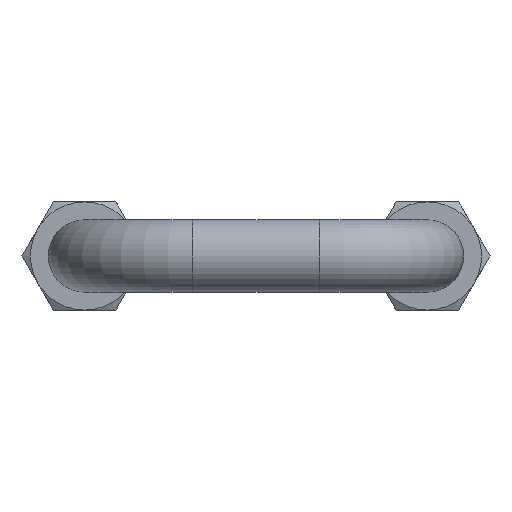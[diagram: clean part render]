
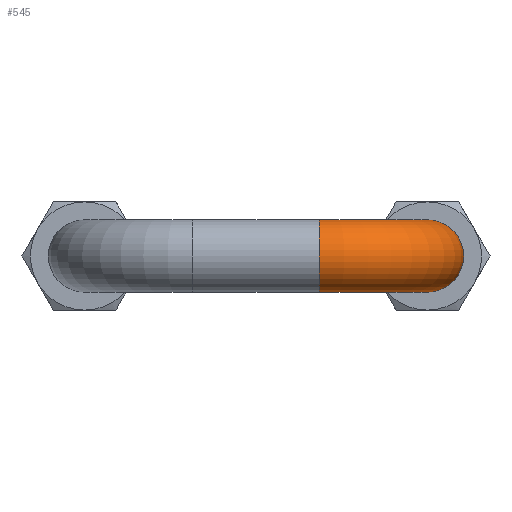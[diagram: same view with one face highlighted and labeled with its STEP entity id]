
A CAD part, left-side view. The second image highlights one B-rep face of the part: STEP entity #545.
In plain terms, the highlighted toroidal (fillet/blend) face has major radius 19.05 mm and minor radius 6.35 mm.
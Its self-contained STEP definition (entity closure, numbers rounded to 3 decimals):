
#61=TOROIDAL_SURFACE('',#675,19.05,6.35);
#102=FACE_OUTER_BOUND('',#140,.T.);
#140=EDGE_LOOP('',(#398,#399,#400,#401,#402,#403));
#214=CIRCLE('',#672,6.35);
#215=CIRCLE('',#673,6.35);
#216=CIRCLE('',#676,12.7);
#217=CIRCLE('',#677,6.35);
#218=CIRCLE('',#678,6.35);
#253=VERTEX_POINT('',#951);
#254=VERTEX_POINT('',#953);
#255=VERTEX_POINT('',#958);
#256=VERTEX_POINT('',#960);
#306=EDGE_CURVE('',#254,#253,#214,.T.);
#307=EDGE_CURVE('',#253,#254,#215,.T.);
#308=EDGE_CURVE('',#254,#255,#216,.T.);
#309=EDGE_CURVE('',#256,#255,#217,.T.);
#310=EDGE_CURVE('',#255,#256,#218,.T.);
#398=ORIENTED_EDGE('',*,*,#306,.T.);
#399=ORIENTED_EDGE('',*,*,#307,.T.);
#400=ORIENTED_EDGE('',*,*,#308,.T.);
#401=ORIENTED_EDGE('',*,*,#309,.F.);
#402=ORIENTED_EDGE('',*,*,#310,.F.);
#403=ORIENTED_EDGE('',*,*,#308,.F.);
#545=ADVANCED_FACE('',(#102),#61,.T.);
#672=AXIS2_PLACEMENT_3D('',#954,#778,#779);
#673=AXIS2_PLACEMENT_3D('',#955,#780,#781);
#675=AXIS2_PLACEMENT_3D('',#957,#784,#785);
#676=AXIS2_PLACEMENT_3D('',#959,#786,#787);
#677=AXIS2_PLACEMENT_3D('',#961,#788,#789);
#678=AXIS2_PLACEMENT_3D('',#962,#790,#791);
#778=DIRECTION('center_axis',(-1.,0.,0.));
#779=DIRECTION('ref_axis',(0.,1.,0.));
#780=DIRECTION('center_axis',(-1.,0.,0.));
#781=DIRECTION('ref_axis',(0.,1.,0.));
#784=DIRECTION('center_axis',(0.,0.,1.));
#785=DIRECTION('ref_axis',(1.,0.,0.));
#786=DIRECTION('center_axis',(0.,0.,-1.));
#787=DIRECTION('ref_axis',(1.,0.,0.));
#788=DIRECTION('center_axis',(0.,1.,0.));
#789=DIRECTION('ref_axis',(1.,0.,0.));
#790=DIRECTION('center_axis',(0.,1.,0.));
#791=DIRECTION('ref_axis',(1.,0.,0.));
#951=CARTESIAN_POINT('',(-240.95,-66.675,0.));
#953=CARTESIAN_POINT('',(-240.95,-53.975,0.));
#954=CARTESIAN_POINT('Origin',(-240.95,-60.325,0.));
#955=CARTESIAN_POINT('Origin',(-240.95,-60.325,0.));
#957=CARTESIAN_POINT('Origin',(-240.95,-41.275,0.));
#958=CARTESIAN_POINT('',(-253.65,-41.275,0.));
#959=CARTESIAN_POINT('Origin',(-240.95,-41.275,0.));
#960=CARTESIAN_POINT('',(-266.35,-41.275,0.));
#961=CARTESIAN_POINT('Origin',(-260.,-41.275,0.));
#962=CARTESIAN_POINT('Origin',(-260.,-41.275,0.));
